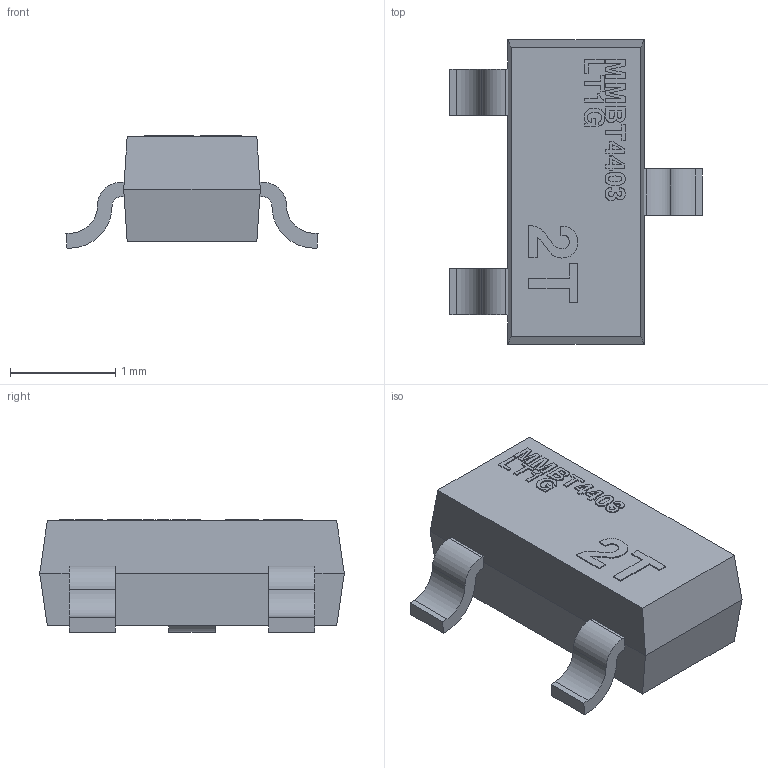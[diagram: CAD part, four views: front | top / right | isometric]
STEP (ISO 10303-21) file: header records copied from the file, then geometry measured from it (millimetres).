
FILE_DESCRIPTION(('FreeCAD Model'),'2;1');
FILE_NAME('ON_Semi_SMMBT4403LT1G.step','2019-07-20T19:55:41',('Author'),(''), 'Open CASCADE STEP processor 7.3','FreeCAD','Unknown');
FILE_SCHEMA(('AUTOMOTIVE_DESIGN { 1 0 10303 214 1 1 1 1 }'));
Length unit declared in the file: millimetre
Products named in the file (1): MMBT4403LT1G
Bounding box: 2.4 x 2.9 x 1.07 mm (x, y, z)
Volume: 3.7 mm3; surface area: 18.1 mm2
Topology: 1 solids, 1 shells, 286 faces, 791 edges, 526 vertices
Faces by surface type: plane 164, extrusion 102, cylinder 12, bspline 8
Entity records: 11184 total; most frequent: CARTESIAN_POINT 2310, ORIENTED_EDGE 1582, DIRECTION 1041, EDGE_CURVE 791, VECTOR 639, LINE 537, VERTEX_POINT 526, B_SPLINE_CURVE_WITH_KNOTS 332
